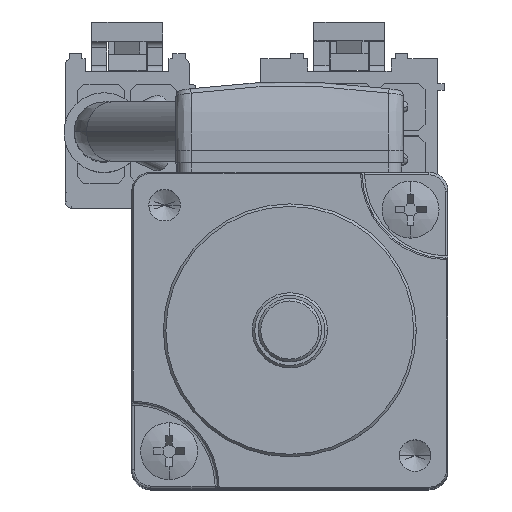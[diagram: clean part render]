
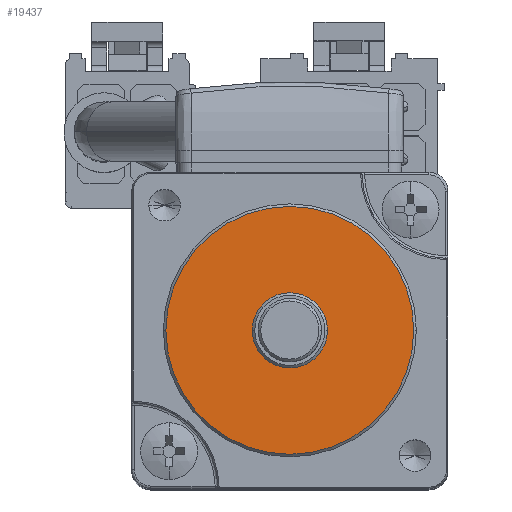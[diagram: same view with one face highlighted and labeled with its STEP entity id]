
A CAD part, top view. The second image highlights one B-rep face of the part: STEP entity #19437.
In plain terms, the highlighted planar face has unit normal (0, 0, 1).
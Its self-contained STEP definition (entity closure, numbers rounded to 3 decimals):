
#603 = CIRCLE ( 'NONE', #22357, 9.8 ) ;
#759 = DIRECTION ( 'NONE',  ( -1., 0., 0. ) ) ;
#1672 = FACE_OUTER_BOUND ( 'NONE', #9742, .T. ) ;
#1716 = DIRECTION ( 'NONE',  ( -1., 0., 0. ) ) ;
#1837 = VERTEX_POINT ( 'NONE', #14007 ) ;
#2522 = CIRCLE ( 'NONE', #7781, 9.8 ) ;
#3368 = DIRECTION ( 'NONE',  ( 0., 0., 1. ) ) ;
#3702 = DIRECTION ( 'NONE',  ( -1., 0., 0. ) ) ;
#3970 = VERTEX_POINT ( 'NONE', #6752 ) ;
#4133 = CARTESIAN_POINT ( 'NONE',  ( 0., 0., 23. ) ) ;
#4172 = EDGE_CURVE ( 'NONE', #14846, #3970, #20702, .T. ) ;
#4624 = VERTEX_POINT ( 'NONE', #5506 ) ;
#5506 = CARTESIAN_POINT ( 'NONE',  ( 9.8, 0., 23. ) ) ;
#6709 = CIRCLE ( 'NONE', #18473, 2.975 ) ;
#6752 = CARTESIAN_POINT ( 'NONE',  ( 2.975, 0., 23. ) ) ;
#6909 = PLANE ( 'NONE',  #10099 ) ;
#7049 = EDGE_CURVE ( 'NONE', #3970, #14846, #6709, .T. ) ;
#7781 = AXIS2_PLACEMENT_3D ( 'NONE', #12539, #12463, #1716 ) ;
#7884 = CARTESIAN_POINT ( 'NONE',  ( 0., 0., 23. ) ) ;
#9742 = EDGE_LOOP ( 'NONE', ( #10136, #13470 ) ) ;
#10064 = ORIENTED_EDGE ( 'NONE', *, *, #4172, .T. ) ;
#10099 = AXIS2_PLACEMENT_3D ( 'NONE', #14157, #3368, #12341 ) ;
#10136 = ORIENTED_EDGE ( 'NONE', *, *, #11210, .F. ) ;
#10716 = FACE_BOUND ( 'NONE', #13539, .T. ) ;
#10875 = CARTESIAN_POINT ( 'NONE',  ( -2.975, 0., 23. ) ) ;
#11210 = EDGE_CURVE ( 'NONE', #1837, #4624, #2522, .T. ) ;
#12224 = DIRECTION ( 'NONE',  ( 0., 0., -1. ) ) ;
#12341 = DIRECTION ( 'NONE',  ( 1., 0., 0. ) ) ;
#12463 = DIRECTION ( 'NONE',  ( 0., 0., -1. ) ) ;
#12539 = CARTESIAN_POINT ( 'NONE',  ( 0., 0., 23. ) ) ;
#13307 = DIRECTION ( 'NONE',  ( 0., 0., -1. ) ) ;
#13470 = ORIENTED_EDGE ( 'NONE', *, *, #17483, .F. ) ;
#13539 = EDGE_LOOP ( 'NONE', ( #10064, #16703 ) ) ;
#14007 = CARTESIAN_POINT ( 'NONE',  ( -9.8, 0., 23. ) ) ;
#14157 = CARTESIAN_POINT ( 'NONE',  ( 0., 0., 23. ) ) ;
#14464 = AXIS2_PLACEMENT_3D ( 'NONE', #4133, #12224, #15887 ) ;
#14737 = CARTESIAN_POINT ( 'NONE',  ( 0., 0., 23. ) ) ;
#14846 = VERTEX_POINT ( 'NONE', #10875 ) ;
#15887 = DIRECTION ( 'NONE',  ( -1., 0., 0. ) ) ;
#16703 = ORIENTED_EDGE ( 'NONE', *, *, #7049, .T. ) ;
#17483 = EDGE_CURVE ( 'NONE', #4624, #1837, #603, .T. ) ;
#18473 = AXIS2_PLACEMENT_3D ( 'NONE', #7884, #13307, #759 ) ;
#19437 = ADVANCED_FACE ( 'NONE', ( #1672, #10716 ), #6909, .T. ) ;
#19983 = DIRECTION ( 'NONE',  ( 0., 0., -1. ) ) ;
#20702 = CIRCLE ( 'NONE', #14464, 2.975 ) ;
#22357 = AXIS2_PLACEMENT_3D ( 'NONE', #14737, #19983, #3702 ) ;
